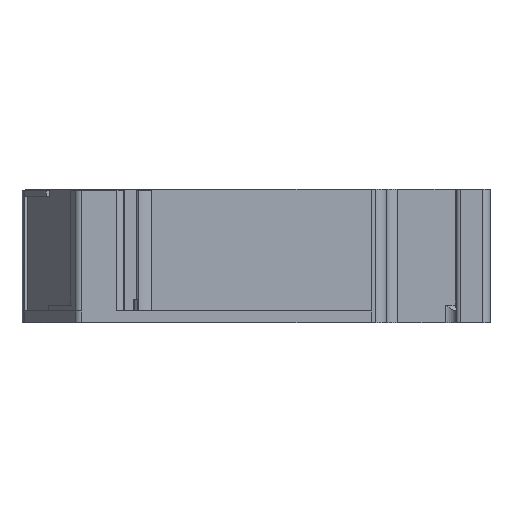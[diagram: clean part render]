
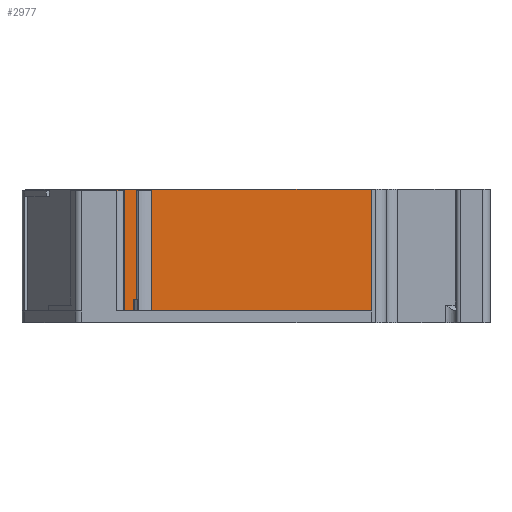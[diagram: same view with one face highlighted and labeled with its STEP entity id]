
A CAD part, left-side view. The second image highlights one B-rep face of the part: STEP entity #2977.
In plain terms, the highlighted planar face has unit normal (-1, 0, 0).
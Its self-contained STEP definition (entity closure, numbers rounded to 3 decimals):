
#18 = DIRECTION ( 'NONE',  ( -1., 0., 0. ) ) ;
#36 = LINE ( 'NONE', #2256, #8524 ) ;
#38 = VECTOR ( 'NONE', #6604, 1000. ) ;
#54 = VERTEX_POINT ( 'NONE', #3109 ) ;
#127 = CARTESIAN_POINT ( 'NONE',  ( -7.854, 63.124, -49.839 ) ) ;
#136 = VERTEX_POINT ( 'NONE', #8338 ) ;
#178 = VERTEX_POINT ( 'NONE', #7592 ) ;
#258 = DIRECTION ( 'NONE',  ( 0., 0., 1. ) ) ;
#322 = ORIENTED_EDGE ( 'NONE', *, *, #1900, .F. ) ;
#336 = CARTESIAN_POINT ( 'NONE',  ( -7.854, 57.404, -49.839 ) ) ;
#394 = VERTEX_POINT ( 'NONE', #2792 ) ;
#438 = VECTOR ( 'NONE', #4511, 1000. ) ;
#441 = LINE ( 'NONE', #2751, #7425 ) ;
#678 = ORIENTED_EDGE ( 'NONE', *, *, #5829, .F. ) ;
#761 = PLANE ( 'NONE',  #2363 ) ;
#948 = CARTESIAN_POINT ( 'NONE',  ( -7.854, 57.404, 53.547 ) ) ;
#980 = CARTESIAN_POINT ( 'NONE',  ( -7.854, 55.637, 53.547 ) ) ;
#1005 = EDGE_LOOP ( 'NONE', ( #1863, #4570, #1751, #322, #2390, #2836, #1200, #3732, #5727, #7426, #7626, #678, #4598, #4800 ) ) ;
#1106 = VECTOR ( 'NONE', #6443, 1000. ) ;
#1200 = ORIENTED_EDGE ( 'NONE', *, *, #5577, .F. ) ;
#1317 = LINE ( 'NONE', #336, #438 ) ;
#1423 = LINE ( 'NONE', #7805, #5105 ) ;
#1522 = LINE ( 'NONE', #3265, #5203 ) ;
#1597 = CARTESIAN_POINT ( 'NONE',  ( -7.854, 53.768, 53.547 ) ) ;
#1675 = VECTOR ( 'NONE', #3257, 1000. ) ;
#1746 = LINE ( 'NONE', #8299, #7810 ) ;
#1751 = ORIENTED_EDGE ( 'NONE', *, *, #2871, .T. ) ;
#1863 = ORIENTED_EDGE ( 'NONE', *, *, #5347, .F. ) ;
#1900 = EDGE_CURVE ( 'NONE', #7766, #5037, #4656, .T. ) ;
#1915 = DIRECTION ( 'NONE',  ( 0., 1., 0. ) ) ;
#1919 = VERTEX_POINT ( 'NONE', #6572 ) ;
#2076 = LINE ( 'NONE', #5026, #5309 ) ;
#2256 = CARTESIAN_POINT ( 'NONE',  ( -7.854, 53.768, 37.347 ) ) ;
#2363 = AXIS2_PLACEMENT_3D ( 'NONE', #127, #18, #7087 ) ;
#2390 = ORIENTED_EDGE ( 'NONE', *, *, #5452, .F. ) ;
#2546 = CARTESIAN_POINT ( 'NONE',  ( -7.854, 63.124, 53.747 ) ) ;
#2602 = CARTESIAN_POINT ( 'NONE',  ( -7.854, 55.637, 37.347 ) ) ;
#2751 = CARTESIAN_POINT ( 'NONE',  ( -7.854, 63.124, 53.547 ) ) ;
#2792 = CARTESIAN_POINT ( 'NONE',  ( -7.854, 57.404, 38.847 ) ) ;
#2836 = ORIENTED_EDGE ( 'NONE', *, *, #5465, .F. ) ;
#2871 = EDGE_CURVE ( 'NONE', #6310, #5037, #2076, .T. ) ;
#2965 = LINE ( 'NONE', #5790, #1106 ) ;
#2977 = ADVANCED_FACE ( 'NONE', ( #8019 ), #761, .T. ) ;
#3109 = CARTESIAN_POINT ( 'NONE',  ( -7.854, 63.124, 53.547 ) ) ;
#3160 = VECTOR ( 'NONE', #258, 1000. ) ;
#3209 = CARTESIAN_POINT ( 'NONE',  ( -7.854, 24.144, 53.747 ) ) ;
#3257 = DIRECTION ( 'NONE',  ( 0., 0., -1. ) ) ;
#3265 = CARTESIAN_POINT ( 'NONE',  ( -7.854, 63.124, 37.347 ) ) ;
#3394 = CARTESIAN_POINT ( 'NONE',  ( -7.854, 57.396, 37.347 ) ) ;
#3732 = ORIENTED_EDGE ( 'NONE', *, *, #5620, .F. ) ;
#3758 = CARTESIAN_POINT ( 'NONE',  ( -7.854, 63.124, -49.839 ) ) ;
#3876 = DIRECTION ( 'NONE',  ( 0., 1., 0. ) ) ;
#4201 = CARTESIAN_POINT ( 'NONE',  ( -7.854, 55.637, 38.847 ) ) ;
#4211 = VECTOR ( 'NONE', #7454, 1000. ) ;
#4301 = VERTEX_POINT ( 'NONE', #980 ) ;
#4308 = VERTEX_POINT ( 'NONE', #948 ) ;
#4511 = DIRECTION ( 'NONE',  ( 0., 0., 1. ) ) ;
#4570 = ORIENTED_EDGE ( 'NONE', *, *, #6338, .F. ) ;
#4598 = ORIENTED_EDGE ( 'NONE', *, *, #5899, .F. ) ;
#4628 = CARTESIAN_POINT ( 'NONE',  ( -7.854, 57.396, 37.347 ) ) ;
#4656 = LINE ( 'NONE', #7254, #4211 ) ;
#4698 = DIRECTION ( 'NONE',  ( 0., 0., 1. ) ) ;
#4800 = ORIENTED_EDGE ( 'NONE', *, *, #6004, .F. ) ;
#5026 = CARTESIAN_POINT ( 'NONE',  ( -7.854, 24.144, -49.839 ) ) ;
#5037 = VERTEX_POINT ( 'NONE', #3209 ) ;
#5105 = VECTOR ( 'NONE', #3876, 1000. ) ;
#5121 = VECTOR ( 'NONE', #1915, 1000. ) ;
#5203 = VECTOR ( 'NONE', #7907, 1000. ) ;
#5291 = CARTESIAN_POINT ( 'NONE',  ( -7.854, 24.144, 37.347 ) ) ;
#5309 = VECTOR ( 'NONE', #4698, 1000. ) ;
#5337 = CARTESIAN_POINT ( 'NONE',  ( -7.854, 63.124, 38.847 ) ) ;
#5347 = EDGE_CURVE ( 'NONE', #178, #6818, #36, .T. ) ;
#5452 = EDGE_CURVE ( 'NONE', #54, #7766, #8221, .T. ) ;
#5465 = EDGE_CURVE ( 'NONE', #4308, #54, #2965, .T. ) ;
#5537 = LINE ( 'NONE', #7891, #1675 ) ;
#5562 = VERTEX_POINT ( 'NONE', #8377 ) ;
#5577 = EDGE_CURVE ( 'NONE', #394, #4308, #1317, .T. ) ;
#5620 = EDGE_CURVE ( 'NONE', #136, #394, #1423, .T. ) ;
#5727 = ORIENTED_EDGE ( 'NONE', *, *, #5772, .F. ) ;
#5772 = EDGE_CURVE ( 'NONE', #6479, #136, #7050, .T. ) ;
#5786 = EDGE_CURVE ( 'NONE', #5562, #1919, #5537, .T. ) ;
#5790 = CARTESIAN_POINT ( 'NONE',  ( -7.854, 63.124, 53.547 ) ) ;
#5829 = EDGE_CURVE ( 'NONE', #7972, #5562, #6835, .T. ) ;
#5899 = EDGE_CURVE ( 'NONE', #4301, #7972, #8335, .T. ) ;
#6004 = EDGE_CURVE ( 'NONE', #6818, #4301, #441, .T. ) ;
#6310 = VERTEX_POINT ( 'NONE', #5291 ) ;
#6338 = EDGE_CURVE ( 'NONE', #6310, #178, #1522, .T. ) ;
#6443 = DIRECTION ( 'NONE',  ( 0., 1., 0. ) ) ;
#6479 = VERTEX_POINT ( 'NONE', #3394 ) ;
#6572 = CARTESIAN_POINT ( 'NONE',  ( -7.854, 56.074, 37.347 ) ) ;
#6604 = DIRECTION ( 'NONE',  ( 0., 0., 1. ) ) ;
#6642 = VECTOR ( 'NONE', #8539, 1000. ) ;
#6818 = VERTEX_POINT ( 'NONE', #1597 ) ;
#6835 = LINE ( 'NONE', #5337, #5121 ) ;
#6858 = EDGE_CURVE ( 'NONE', #1919, #6479, #1746, .T. ) ;
#6970 = DIRECTION ( 'NONE',  ( 0., 0., 1. ) ) ;
#7050 = LINE ( 'NONE', #4628, #38 ) ;
#7087 = DIRECTION ( 'NONE',  ( 0., -1., 0. ) ) ;
#7254 = CARTESIAN_POINT ( 'NONE',  ( -7.854, 63.124, 53.747 ) ) ;
#7396 = DIRECTION ( 'NONE',  ( 0., 1., 0. ) ) ;
#7425 = VECTOR ( 'NONE', #7396, 1000. ) ;
#7426 = ORIENTED_EDGE ( 'NONE', *, *, #6858, .F. ) ;
#7454 = DIRECTION ( 'NONE',  ( 0., -1., 0. ) ) ;
#7592 = CARTESIAN_POINT ( 'NONE',  ( -7.854, 53.768, 37.347 ) ) ;
#7626 = ORIENTED_EDGE ( 'NONE', *, *, #5786, .F. ) ;
#7654 = DIRECTION ( 'NONE',  ( 0., 1., 0. ) ) ;
#7766 = VERTEX_POINT ( 'NONE', #2546 ) ;
#7805 = CARTESIAN_POINT ( 'NONE',  ( -7.854, 63.124, 38.847 ) ) ;
#7810 = VECTOR ( 'NONE', #7654, 1000. ) ;
#7891 = CARTESIAN_POINT ( 'NONE',  ( -7.854, 56.074, 37.347 ) ) ;
#7907 = DIRECTION ( 'NONE',  ( 0., 1., 0. ) ) ;
#7972 = VERTEX_POINT ( 'NONE', #4201 ) ;
#8019 = FACE_OUTER_BOUND ( 'NONE', #1005, .T. ) ;
#8221 = LINE ( 'NONE', #3758, #3160 ) ;
#8299 = CARTESIAN_POINT ( 'NONE',  ( -7.854, 63.124, 37.347 ) ) ;
#8335 = LINE ( 'NONE', #2602, #6642 ) ;
#8338 = CARTESIAN_POINT ( 'NONE',  ( -7.854, 57.396, 38.847 ) ) ;
#8377 = CARTESIAN_POINT ( 'NONE',  ( -7.854, 56.074, 38.847 ) ) ;
#8524 = VECTOR ( 'NONE', #6970, 1000. ) ;
#8539 = DIRECTION ( 'NONE',  ( 0., 0., -1. ) ) ;
